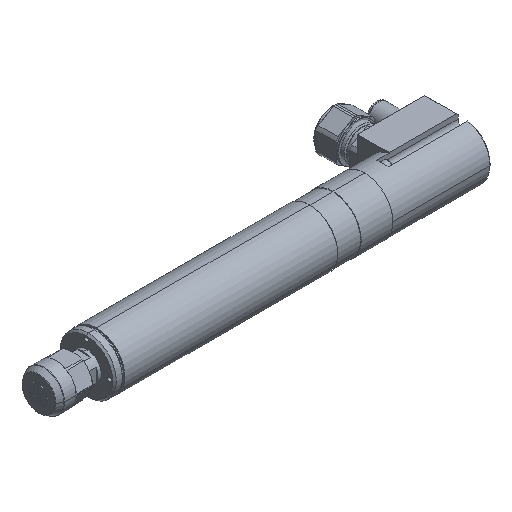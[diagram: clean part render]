
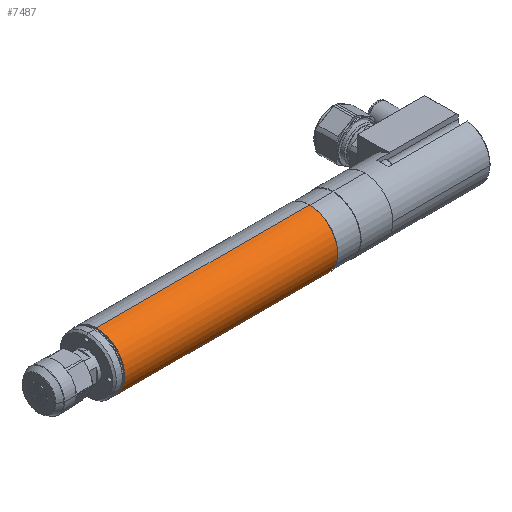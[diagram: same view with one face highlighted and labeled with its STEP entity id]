
A CAD part, isometric view. The second image highlights one B-rep face of the part: STEP entity #7487.
In plain terms, the highlighted cylindrical face has radius 8 mm (diameter 16 mm), a partial arc.
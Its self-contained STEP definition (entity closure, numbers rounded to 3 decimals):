
#215 = LINE ( 'NONE', #8374, #3876 ) ;
#323 = VERTEX_POINT ( 'NONE', #8070 ) ;
#532 = EDGE_CURVE ( 'NONE', #6984, #2040, #4830, .T. ) ;
#731 = ORIENTED_EDGE ( 'NONE', *, *, #532, .T. ) ;
#1046 = EDGE_CURVE ( 'NONE', #6078, #323, #9109, .T. ) ;
#1294 = AXIS2_PLACEMENT_3D ( 'NONE', #2765, #8542, #7077 ) ;
#2025 = CARTESIAN_POINT ( 'NONE',  ( -69.376, 0., -8. ) ) ;
#2040 = VERTEX_POINT ( 'NONE', #6709 ) ;
#2158 = LINE ( 'NONE', #2025, #5617 ) ;
#2274 = CYLINDRICAL_SURFACE ( 'NONE', #1294, 8. ) ;
#2292 = ORIENTED_EDGE ( 'NONE', *, *, #1046, .F. ) ;
#2765 = CARTESIAN_POINT ( 'NONE',  ( -69.376, 0., 0. ) ) ;
#3330 = EDGE_CURVE ( 'NONE', #6984, #6078, #2158, .T. ) ;
#3642 = CARTESIAN_POINT ( 'NONE',  ( -6.65, 0., 0. ) ) ;
#3686 = CARTESIAN_POINT ( 'NONE',  ( -66.9, 0., 0. ) ) ;
#3876 = VECTOR ( 'NONE', #7640, 1000. ) ;
#4381 = DIRECTION ( 'NONE',  ( 0., 0., 1. ) ) ;
#4417 = DIRECTION ( 'NONE',  ( 0., 0., 1. ) ) ;
#4830 = CIRCLE ( 'NONE', #6902, 8. ) ;
#5388 = ORIENTED_EDGE ( 'NONE', *, *, #3330, .F. ) ;
#5617 = VECTOR ( 'NONE', #7816, 1000. ) ;
#5785 = EDGE_CURVE ( 'NONE', #2040, #323, #215, .T. ) ;
#6078 = VERTEX_POINT ( 'NONE', #8949 ) ;
#6419 = EDGE_LOOP ( 'NONE', ( #5388, #731, #7205, #2292 ) ) ;
#6709 = CARTESIAN_POINT ( 'NONE',  ( -6.65, 0., 8. ) ) ;
#6902 = AXIS2_PLACEMENT_3D ( 'NONE', #3642, #8711, #4381 ) ;
#6984 = VERTEX_POINT ( 'NONE', #7902 ) ;
#7077 = DIRECTION ( 'NONE',  ( 0., 0., 1. ) ) ;
#7205 = ORIENTED_EDGE ( 'NONE', *, *, #5785, .T. ) ;
#7487 = ADVANCED_FACE ( 'NONE', ( #8081 ), #2274, .T. ) ;
#7494 = AXIS2_PLACEMENT_3D ( 'NONE', #3686, #8743, #4417 ) ;
#7640 = DIRECTION ( 'NONE',  ( -1., 0., 0. ) ) ;
#7816 = DIRECTION ( 'NONE',  ( -1., 0., 0. ) ) ;
#7902 = CARTESIAN_POINT ( 'NONE',  ( -6.65, 0., -8. ) ) ;
#8070 = CARTESIAN_POINT ( 'NONE',  ( -66.9, 0., 8. ) ) ;
#8081 = FACE_OUTER_BOUND ( 'NONE', #6419, .T. ) ;
#8374 = CARTESIAN_POINT ( 'NONE',  ( -69.376, 0., 8. ) ) ;
#8542 = DIRECTION ( 'NONE',  ( -1., 0., 0. ) ) ;
#8711 = DIRECTION ( 'NONE',  ( -1., 0., 0. ) ) ;
#8743 = DIRECTION ( 'NONE',  ( -1., 0., 0. ) ) ;
#8949 = CARTESIAN_POINT ( 'NONE',  ( -66.9, 0., -8. ) ) ;
#9109 = CIRCLE ( 'NONE', #7494, 8. ) ;
